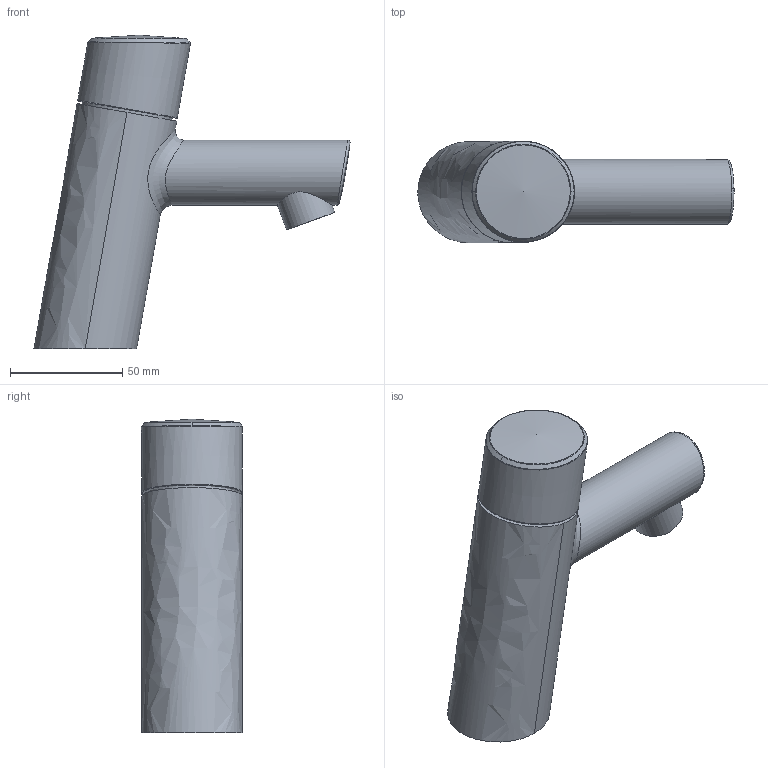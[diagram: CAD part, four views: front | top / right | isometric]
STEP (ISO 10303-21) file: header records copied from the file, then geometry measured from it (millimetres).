
FILE_DESCRIPTION(/* description */ ('Unknown'),/* implementation_level */ '2;1');
FILE_NAME(/* name */ '32207001',/* time_stamp */ '2022-09-09T03:32:21+02:00',/* author */ ('Unknown'),/* organization */ ('GROHE AG'),/* preprocessor_version */ 'ST-DEVELOPER v16.7',/* originating_system */ 'DEX',/* authorisation */ $);
FILE_SCHEMA (('AUTOMOTIVE_DESIGN {1 0 10303 214 3 1 1}'));
Length unit declared in the file: millimetre
Products named in the file (4): 32207001; 1; id52; 1_0
Assembly tree (3 placements, depth 2):
  32207001
    1
    id52
    1_0
Bounding box: 140.57 x 45 x 139.45 mm (x, y, z)
Volume: 51889.4 mm3; surface area: 34179.2 mm2
Topology: 1 solids, 3 shells, 26 faces, 64 edges, 43 vertices
Faces by surface type: bspline 15, plane 5, cylinder 5, sphere 1
Full cylindrical faces by diameter (mm): 22.8 x1, 23.5 x1, 29 x1, 40.5 x1
Entity records: 4363 total; most frequent: CARTESIAN_POINT 3795, ORIENTED_EDGE 103, DIRECTION 66, EDGE_CURVE 53, VERTEX_POINT 38, EDGE_LOOP 34, FACE_BOUND 34, B_SPLINE_CURVE_WITH_KNOTS 32
